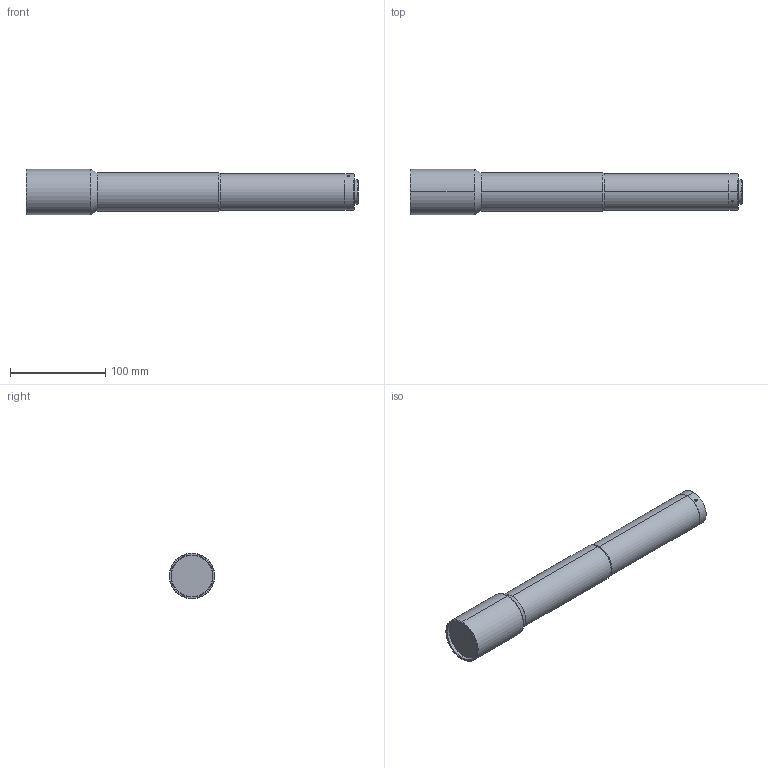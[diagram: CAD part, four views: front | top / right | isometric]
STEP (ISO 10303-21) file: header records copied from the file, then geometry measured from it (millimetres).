
FILE_DESCRIPTION (( 'STEP AP203' ), '1' );
FILE_NAME ('WWK60-178-111V3.STEP', '2022-10-25T08:06:04', ( '' ), ( '' ), 'SwSTEP 2.0', 'SolidWorks 2017', '' );
FILE_SCHEMA (( 'CONFIG_CONTROL_DESIGN' ));
Length unit declared in the file: millimetre
Products named in the file (1): WWK60-178-111V3
Bounding box: 349.21 x 48 x 48 mm (x, y, z)
Volume: 450440.5 mm3; surface area: 48575.6 mm2
Topology: 1 solids, 1 shells, 56 faces, 110 edges, 64 vertices
Faces by surface type: cylinder 25, cone 16, torus 8, plane 7
Entity records: 1711 total; most frequent: CARTESIAN_POINT 459, DIRECTION 272, ORIENTED_EDGE 220, AXIS2_PLACEMENT_3D 117, EDGE_CURVE 110, EDGE_LOOP 64, VERTEX_POINT 64, CIRCLE 60
